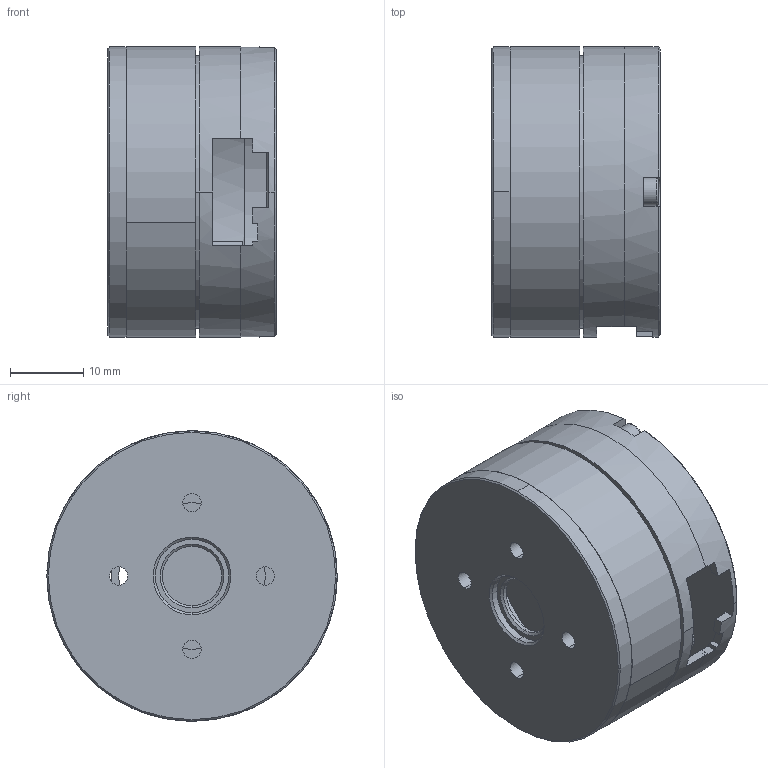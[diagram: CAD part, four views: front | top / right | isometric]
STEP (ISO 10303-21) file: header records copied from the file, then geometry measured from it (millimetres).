
FILE_DESCRIPTION (( 'STEP AP214' ), '1' );
FILE_NAME ('XM_4005DM-3D.STEP', '2019-10-19T04:30:57', ( '' ), ( '' ), 'SwSTEP 2.0', 'SolidWorks 2012', '' );
FILE_SCHEMA (( 'AUTOMOTIVE_DESIGN' ));
Length unit declared in the file: millimetre
Products named in the file (1): XM_4005DM-3D
Bounding box: 23 x 39.6 x 39.6 mm (x, y, z)
Volume: 8079 mm3; surface area: 13359.5 mm2
Topology: 6 solids, 8 shells, 254 faces, 639 edges, 402 vertices
Faces by surface type: cylinder 119, plane 85, cone 46, torus 4
Entity records: 10507 total; most frequent: DIRECTION 1448, CARTESIAN_POINT 1294, ORIENTED_EDGE 1238, EDGE_CURVE 619, AXIS2_PLACEMENT_3D 580, VERTEX_POINT 402, CIRCLE 325, EDGE_LOOP 305
